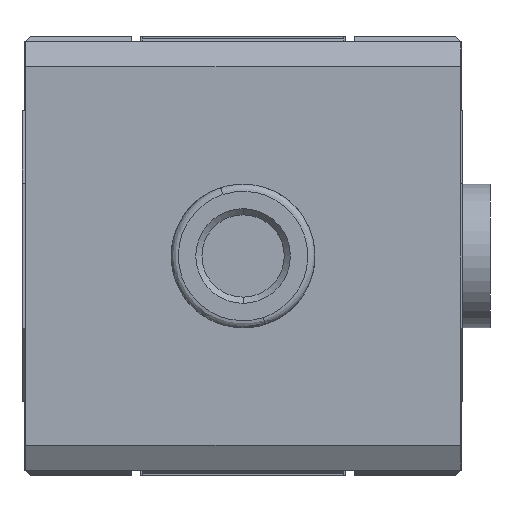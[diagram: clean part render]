
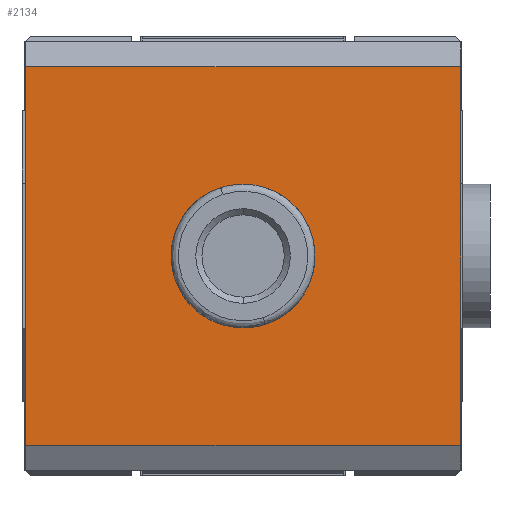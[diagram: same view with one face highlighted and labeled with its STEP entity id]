
A CAD part, front view. The second image highlights one B-rep face of the part: STEP entity #2134.
In plain terms, the highlighted planar face has unit normal (0, -1, 0).
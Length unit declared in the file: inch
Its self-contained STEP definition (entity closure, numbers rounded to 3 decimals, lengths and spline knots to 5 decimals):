
#295 = DIRECTION ( 'NONE',  ( 0., -1., 0. ) ) ;
#498 = VERTEX_POINT ( 'NONE', #15989 ) ;
#2134 = ADVANCED_FACE ( 'NONE', ( #27631, #15988 ), #19199, .F. ) ;
#3561 = VECTOR ( 'NONE', #29201, 39.37008 ) ;
#4175 = CARTESIAN_POINT ( 'NONE',  ( 0., -1.27953, 0.3937 ) ) ;
#4222 = ORIENTED_EDGE ( 'NONE', *, *, #6402, .F. ) ;
#4421 = VERTEX_POINT ( 'NONE', #4175 ) ;
#4796 = LINE ( 'NONE', #11412, #13304 ) ;
#5908 = DIRECTION ( 'NONE',  ( 1., 0., 0. ) ) ;
#6066 = LINE ( 'NONE', #7916, #15523 ) ;
#6107 = CARTESIAN_POINT ( 'NONE',  ( 1.19094, -1.27953, 1.03685 ) ) ;
#6174 = LINE ( 'NONE', #26895, #3561 ) ;
#6280 = VERTEX_POINT ( 'NONE', #25782 ) ;
#6402 = EDGE_CURVE ( 'NONE', #4421, #498, #11449, .T. ) ;
#6585 = VERTEX_POINT ( 'NONE', #6107 ) ;
#6684 = ORIENTED_EDGE ( 'NONE', *, *, #18520, .T. ) ;
#7808 = DIRECTION ( 'NONE',  ( 0., -1., 0. ) ) ;
#7916 = CARTESIAN_POINT ( 'NONE',  ( -1.19094, -1.27953, 0. ) ) ;
#8218 = DIRECTION ( 'NONE',  ( 0., 0., -1. ) ) ;
#8500 = AXIS2_PLACEMENT_3D ( 'NONE', #21332, #295, #19743 ) ;
#9234 = VERTEX_POINT ( 'NONE', #16319 ) ;
#10862 = VERTEX_POINT ( 'NONE', #24993 ) ;
#11121 = LINE ( 'NONE', #25085, #23247 ) ;
#11412 = CARTESIAN_POINT ( 'NONE',  ( 1.19094, -1.27953, 0. ) ) ;
#11449 = CIRCLE ( 'NONE', #23213, 0.3937 ) ;
#12754 = CARTESIAN_POINT ( 'NONE',  ( 1.19094, -1.27953, 1.03685 ) ) ;
#13304 = VECTOR ( 'NONE', #13875, 39.37008 ) ;
#13875 = DIRECTION ( 'NONE',  ( 0., 0., -1. ) ) ;
#13960 = ORIENTED_EDGE ( 'NONE', *, *, #27997, .F. ) ;
#14041 = EDGE_LOOP ( 'NONE', ( #28429, #4222 ) ) ;
#15085 = ORIENTED_EDGE ( 'NONE', *, *, #24440, .T. ) ;
#15150 = AXIS2_PLACEMENT_3D ( 'NONE', #12754, #17199, #23967 ) ;
#15523 = VECTOR ( 'NONE', #8218, 39.37008 ) ;
#15717 = ORIENTED_EDGE ( 'NONE', *, *, #21472, .F. ) ;
#15988 = FACE_BOUND ( 'NONE', #14041, .T. ) ;
#15989 = CARTESIAN_POINT ( 'NONE',  ( 0., -1.27953, -0.3937 ) ) ;
#16319 = CARTESIAN_POINT ( 'NONE',  ( 1.19094, -1.27953, -1.03685 ) ) ;
#17029 = DIRECTION ( 'NONE',  ( 0., 0., -1. ) ) ;
#17199 = DIRECTION ( 'NONE',  ( 0., 1., 0. ) ) ;
#18520 = EDGE_CURVE ( 'NONE', #10862, #6280, #6066, .T. ) ;
#19199 = PLANE ( 'NONE',  #15150 ) ;
#19743 = DIRECTION ( 'NONE',  ( 0., 0., -1. ) ) ;
#20764 = EDGE_LOOP ( 'NONE', ( #15085, #15717, #13960, #6684 ) ) ;
#21240 = CIRCLE ( 'NONE', #8500, 0.3937 ) ;
#21332 = CARTESIAN_POINT ( 'NONE',  ( 0., -1.27953, 0. ) ) ;
#21472 = EDGE_CURVE ( 'NONE', #6585, #9234, #4796, .T. ) ;
#21787 = CARTESIAN_POINT ( 'NONE',  ( 0., -1.27953, 0. ) ) ;
#23213 = AXIS2_PLACEMENT_3D ( 'NONE', #21787, #7808, #17029 ) ;
#23247 = VECTOR ( 'NONE', #5908, 39.37008 ) ;
#23967 = DIRECTION ( 'NONE',  ( 0., 0., 1. ) ) ;
#24440 = EDGE_CURVE ( 'NONE', #6280, #9234, #6174, .T. ) ;
#24993 = CARTESIAN_POINT ( 'NONE',  ( -1.19094, -1.27953, 1.03685 ) ) ;
#25085 = CARTESIAN_POINT ( 'NONE',  ( 1.19094, -1.27953, 1.03685 ) ) ;
#25782 = CARTESIAN_POINT ( 'NONE',  ( -1.19094, -1.27953, -1.03685 ) ) ;
#26895 = CARTESIAN_POINT ( 'NONE',  ( 1.19094, -1.27953, -1.03685 ) ) ;
#27631 = FACE_OUTER_BOUND ( 'NONE', #20764, .T. ) ;
#27816 = EDGE_CURVE ( 'NONE', #498, #4421, #21240, .T. ) ;
#27997 = EDGE_CURVE ( 'NONE', #10862, #6585, #11121, .T. ) ;
#28429 = ORIENTED_EDGE ( 'NONE', *, *, #27816, .F. ) ;
#29201 = DIRECTION ( 'NONE',  ( 1., 0., 0. ) ) ;
